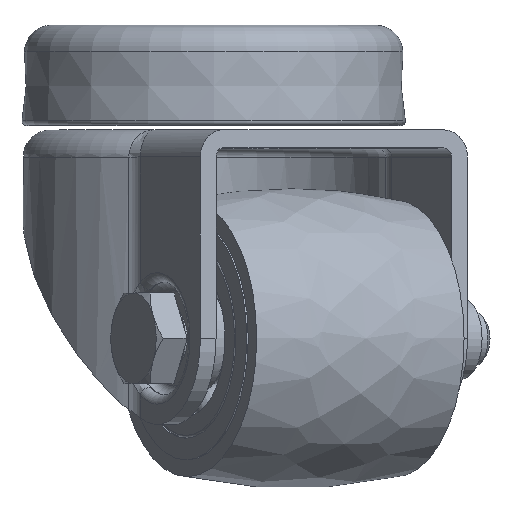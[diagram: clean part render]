
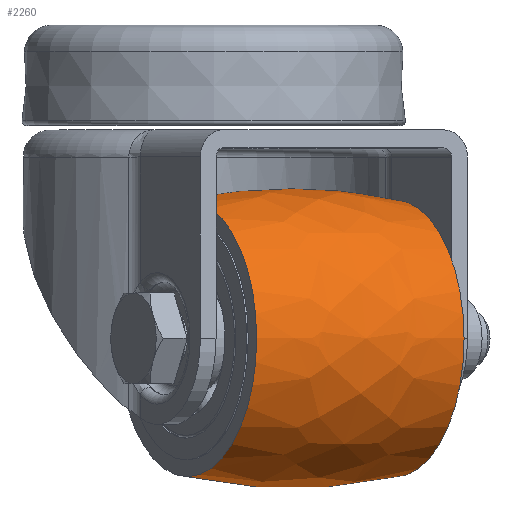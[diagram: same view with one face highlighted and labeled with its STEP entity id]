
A CAD part, top view. The second image highlights one B-rep face of the part: STEP entity #2260.
In plain terms, the highlighted free-form (B-spline) face has degree [2, 2] with [3, 9] control points.
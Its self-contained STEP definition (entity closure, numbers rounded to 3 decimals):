
#48=(
BOUNDED_CURVE()
B_SPLINE_CURVE(2,(#4219,#4220,#4221),.UNSPECIFIED.,.F.,.F.)
B_SPLINE_CURVE_WITH_KNOTS((3,3),(-0.189,0.189),
 .UNSPECIFIED.)
CURVE()
GEOMETRIC_REPRESENTATION_ITEM()
RATIONAL_B_SPLINE_CURVE((1.,0.982,1.))
REPRESENTATION_ITEM('')
);
#73=(
BOUNDED_SURFACE()
B_SPLINE_SURFACE(2,2,((#4191,#4192,#4193,#4194,#4195,#4196,#4197,#4198,
#4199),(#4200,#4201,#4202,#4203,#4204,#4205,#4206,#4207,#4208),(#4209,#4210,
#4211,#4212,#4213,#4214,#4215,#4216,#4217)),.UNSPECIFIED.,.F.,.T.,.F.)
B_SPLINE_SURFACE_WITH_KNOTS((3,3),(3,2,2,2,3),(-0.189,0.189),
(-3.142,-1.571,0.,1.571,3.142),
 .UNSPECIFIED.)
GEOMETRIC_REPRESENTATION_ITEM()
RATIONAL_B_SPLINE_SURFACE(((1.,0.707,1.,0.707,1.,
0.707,1.,0.707,1.),(0.982,0.695,
0.982,0.695,0.982,0.695,
0.982,0.695,0.982),(1.,0.707,
1.,0.707,1.,0.707,1.,0.707,1.)))
REPRESENTATION_ITEM('')
SURFACE()
);
#528=FACE_OUTER_BOUND('',#720,.T.);
#720=EDGE_LOOP('',(#1885,#1886,#1887,#1888,#1889,#1890));
#969=CIRCLE('',#2499,15.25);
#970=CIRCLE('',#2500,15.25);
#972=CIRCLE('',#2502,15.25);
#973=CIRCLE('',#2503,15.25);
#1151=VERTEX_POINT('',#4185);
#1152=VERTEX_POINT('',#4186);
#1154=VERTEX_POINT('',#4218);
#1155=VERTEX_POINT('',#4222);
#1415=EDGE_CURVE('',#1151,#1152,#969,.T.);
#1416=EDGE_CURVE('',#1152,#1151,#970,.T.);
#1418=EDGE_CURVE('',#1152,#1154,#48,.T.);
#1419=EDGE_CURVE('',#1155,#1154,#972,.T.);
#1420=EDGE_CURVE('',#1154,#1155,#973,.T.);
#1885=ORIENTED_EDGE('',*,*,#1415,.T.);
#1886=ORIENTED_EDGE('',*,*,#1418,.T.);
#1887=ORIENTED_EDGE('',*,*,#1419,.F.);
#1888=ORIENTED_EDGE('',*,*,#1420,.F.);
#1889=ORIENTED_EDGE('',*,*,#1418,.F.);
#1890=ORIENTED_EDGE('',*,*,#1416,.T.);
#2260=ADVANCED_FACE('',(#528),#73,.F.);
#2499=AXIS2_PLACEMENT_3D('',#4187,#3013,#3014);
#2500=AXIS2_PLACEMENT_3D('',#4188,#3015,#3016);
#2502=AXIS2_PLACEMENT_3D('',#4223,#3019,#3020);
#2503=AXIS2_PLACEMENT_3D('',#4224,#3021,#3022);
#3013=DIRECTION('center_axis',(1.,0.,0.));
#3014=DIRECTION('ref_axis',(0.,0.,-1.));
#3015=DIRECTION('center_axis',(1.,0.,0.));
#3016=DIRECTION('ref_axis',(0.,0.,-1.));
#3019=DIRECTION('center_axis',(1.,0.,0.));
#3020=DIRECTION('ref_axis',(0.,0.,-1.));
#3021=DIRECTION('center_axis',(1.,0.,0.));
#3022=DIRECTION('ref_axis',(0.,0.,-1.));
#4185=CARTESIAN_POINT('',(-13.2,15.25,0.));
#4186=CARTESIAN_POINT('',(-13.2,0.,15.25));
#4187=CARTESIAN_POINT('Origin',(-13.2,0.,0.));
#4188=CARTESIAN_POINT('Origin',(-13.2,0.,0.));
#4191=CARTESIAN_POINT('Ctrl Pts',(-13.2,0.,15.25));
#4192=CARTESIAN_POINT('Ctrl Pts',(-13.2,-15.25,15.25));
#4193=CARTESIAN_POINT('Ctrl Pts',(-13.2,-15.25,0.));
#4194=CARTESIAN_POINT('Ctrl Pts',(-13.2,-15.25,-15.25));
#4195=CARTESIAN_POINT('Ctrl Pts',(-13.2,0.,-15.25));
#4196=CARTESIAN_POINT('Ctrl Pts',(-13.2,15.25,-15.25));
#4197=CARTESIAN_POINT('Ctrl Pts',(-13.2,15.25,0.));
#4198=CARTESIAN_POINT('Ctrl Pts',(-13.2,15.25,15.25));
#4199=CARTESIAN_POINT('Ctrl Pts',(-13.2,0.,15.25));
#4200=CARTESIAN_POINT('Ctrl Pts',(0.,0.,
17.773));
#4201=CARTESIAN_POINT('Ctrl Pts',(0.,-17.773,
17.773));
#4202=CARTESIAN_POINT('Ctrl Pts',(0.,-17.773,
0.));
#4203=CARTESIAN_POINT('Ctrl Pts',(0.,-17.773,
-17.773));
#4204=CARTESIAN_POINT('Ctrl Pts',(0.,0.,-17.773));
#4205=CARTESIAN_POINT('Ctrl Pts',(0.,17.773,
-17.773));
#4206=CARTESIAN_POINT('Ctrl Pts',(0.,17.773,
0.));
#4207=CARTESIAN_POINT('Ctrl Pts',(0.,17.773,
17.773));
#4208=CARTESIAN_POINT('Ctrl Pts',(0.,0.,
17.773));
#4209=CARTESIAN_POINT('Ctrl Pts',(13.2,0.,15.25));
#4210=CARTESIAN_POINT('Ctrl Pts',(13.2,-15.25,15.25));
#4211=CARTESIAN_POINT('Ctrl Pts',(13.2,-15.25,0.));
#4212=CARTESIAN_POINT('Ctrl Pts',(13.2,-15.25,-15.25));
#4213=CARTESIAN_POINT('Ctrl Pts',(13.2,0.,-15.25));
#4214=CARTESIAN_POINT('Ctrl Pts',(13.2,15.25,-15.25));
#4215=CARTESIAN_POINT('Ctrl Pts',(13.2,15.25,0.));
#4216=CARTESIAN_POINT('Ctrl Pts',(13.2,15.25,15.25));
#4217=CARTESIAN_POINT('Ctrl Pts',(13.2,0.,15.25));
#4218=CARTESIAN_POINT('',(13.2,0.,15.25));
#4219=CARTESIAN_POINT('Ctrl Pts',(-13.2,0.,15.25));
#4220=CARTESIAN_POINT('Ctrl Pts',(0.,0.,17.773));
#4221=CARTESIAN_POINT('Ctrl Pts',(13.2,0.,15.25));
#4222=CARTESIAN_POINT('',(13.2,15.25,0.));
#4223=CARTESIAN_POINT('Origin',(13.2,0.,0.));
#4224=CARTESIAN_POINT('Origin',(13.2,0.,0.));
